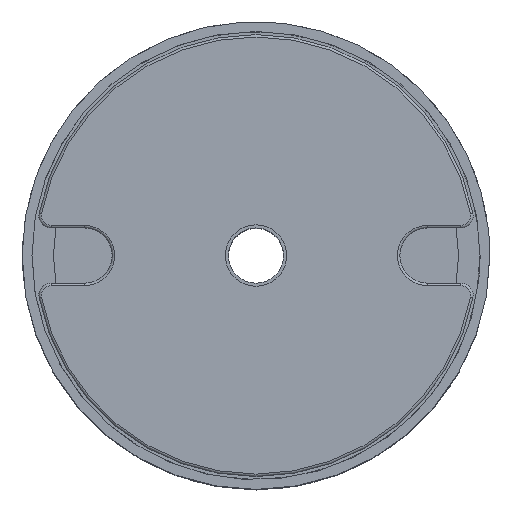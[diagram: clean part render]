
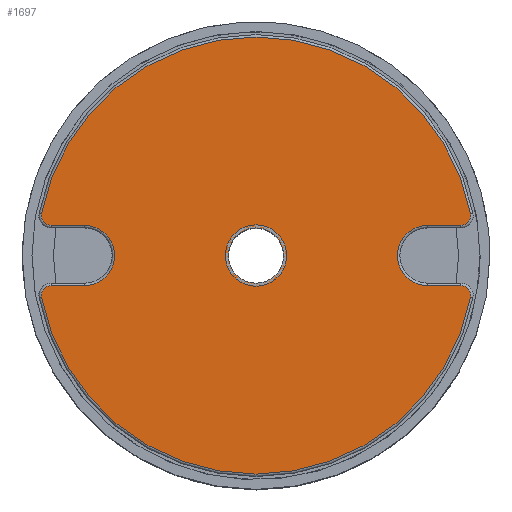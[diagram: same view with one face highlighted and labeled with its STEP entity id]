
A CAD part, top view. The second image highlights one B-rep face of the part: STEP entity #1697.
In plain terms, the highlighted planar face has unit normal (0, 0, 1).
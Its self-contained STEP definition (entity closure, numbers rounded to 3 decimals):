
#1078=CARTESIAN_POINT('',(2.25,0.0,26.162));
#1079=VERTEX_POINT('',#1078);
#1095=CARTESIAN_POINT('',(-2.25,0.,26.162));
#1096=VERTEX_POINT('',#1095);
#1103=CARTESIAN_POINT('',(0.0,0.0,26.162));
#1104=DIRECTION('',(0.0,0.0,-1.0));
#1105=DIRECTION('',(1.0,0.0,0.0));
#1106=AXIS2_PLACEMENT_3D('',#1103,#1104,#1105);
#1107=CIRCLE('',#1106,2.25);
#1108=EDGE_CURVE('',#1079,#1096,#1107,.T.);
#1120=CARTESIAN_POINT('',(17.472,3.403,26.162));
#1121=VERTEX_POINT('',#1120);
#1129=CARTESIAN_POINT('',(16.686,2.45,26.162));
#1130=VERTEX_POINT('',#1129);
#1131=CARTESIAN_POINT('',(16.686,3.25,26.162));
#1132=DIRECTION('',(0.0,0.0,-1.0));
#1133=DIRECTION('',(0.772,-0.636,0.0));
#1134=AXIS2_PLACEMENT_3D('',#1131,#1132,#1133);
#1135=CIRCLE('',#1134,0.8);
#1136=EDGE_CURVE('',#1121,#1130,#1135,.T.);
#1164=CARTESIAN_POINT('',(-17.472,3.403,26.162));
#1165=VERTEX_POINT('',#1164);
#1173=CARTESIAN_POINT('',(0.0,0.,26.162));
#1174=DIRECTION('',(0.0,0.0,-1.0));
#1175=DIRECTION('',(0.0,1.0,0.0));
#1176=AXIS2_PLACEMENT_3D('',#1173,#1174,#1175);
#1177=CIRCLE('',#1176,17.8);
#1178=EDGE_CURVE('',#1165,#1121,#1177,.T.);
#1196=CARTESIAN_POINT('',(13.97,2.45,26.162));
#1197=VERTEX_POINT('',#1196);
#1214=CARTESIAN_POINT('',(16.686,2.45,26.162));
#1215=DIRECTION('',(-1.0,0.0,0.0));
#1216=VECTOR('',#1215,2.716);
#1217=LINE('',#1214,#1216);
#1218=EDGE_CURVE('',#1130,#1197,#1217,.T.);
#1230=CARTESIAN_POINT('',(-16.686,2.45,26.162));
#1231=VERTEX_POINT('',#1230);
#1239=CARTESIAN_POINT('',(-16.686,3.25,26.162));
#1240=DIRECTION('',(0.0,0.0,-1.0));
#1241=DIRECTION('',(-0.772,-0.636,0.0));
#1242=AXIS2_PLACEMENT_3D('',#1239,#1240,#1241);
#1243=CIRCLE('',#1242,0.8);
#1244=EDGE_CURVE('',#1231,#1165,#1243,.T.);
#1262=CARTESIAN_POINT('',(13.97,-2.45,26.162));
#1263=VERTEX_POINT('',#1262);
#1281=CARTESIAN_POINT('',(13.97,0.0,26.162));
#1282=DIRECTION('',(0.0,0.0,1.0));
#1283=DIRECTION('',(-1.0,0.0,0.0));
#1284=AXIS2_PLACEMENT_3D('',#1281,#1282,#1283);
#1285=CIRCLE('',#1284,2.45);
#1286=EDGE_CURVE('',#1197,#1263,#1285,.T.);
#1298=CARTESIAN_POINT('',(-13.97,2.45,26.162));
#1299=VERTEX_POINT('',#1298);
#1307=CARTESIAN_POINT('',(-13.97,2.45,26.162));
#1308=DIRECTION('',(-1.0,0.0,0.0));
#1309=VECTOR('',#1308,2.716);
#1310=LINE('',#1307,#1309);
#1311=EDGE_CURVE('',#1299,#1231,#1310,.T.);
#1328=CARTESIAN_POINT('',(16.686,-2.45,26.162));
#1329=VERTEX_POINT('',#1328);
#1346=CARTESIAN_POINT('',(13.97,-2.45,26.162));
#1347=DIRECTION('',(1.0,0.0,0.0));
#1348=VECTOR('',#1347,2.716);
#1349=LINE('',#1346,#1348);
#1350=EDGE_CURVE('',#1263,#1329,#1349,.T.);
#1362=CARTESIAN_POINT('',(-13.97,-2.45,26.162));
#1363=VERTEX_POINT('',#1362);
#1371=CARTESIAN_POINT('',(-13.97,0.0,26.162));
#1372=DIRECTION('',(0.0,0.0,1.0));
#1373=DIRECTION('',(1.0,0.0,0.0));
#1374=AXIS2_PLACEMENT_3D('',#1371,#1372,#1373);
#1375=CIRCLE('',#1374,2.45);
#1376=EDGE_CURVE('',#1363,#1299,#1375,.T.);
#1394=CARTESIAN_POINT('',(17.472,-3.403,26.162));
#1395=VERTEX_POINT('',#1394);
#1413=CARTESIAN_POINT('',(16.686,-3.25,26.162));
#1414=DIRECTION('',(0.0,0.0,-1.0));
#1415=DIRECTION('',(0.772,0.636,0.0));
#1416=AXIS2_PLACEMENT_3D('',#1413,#1414,#1415);
#1417=CIRCLE('',#1416,0.8);
#1418=EDGE_CURVE('',#1329,#1395,#1417,.T.);
#1430=CARTESIAN_POINT('',(-16.686,-2.45,26.162));
#1431=VERTEX_POINT('',#1430);
#1439=CARTESIAN_POINT('',(-16.686,-2.45,26.162));
#1440=DIRECTION('',(1.0,0.0,0.0));
#1441=VECTOR('',#1440,2.716);
#1442=LINE('',#1439,#1441);
#1443=EDGE_CURVE('',#1431,#1363,#1442,.T.);
#1460=CARTESIAN_POINT('',(-17.472,-3.403,26.162));
#1461=VERTEX_POINT('',#1460);
#1479=CARTESIAN_POINT('',(0.0,0.,26.162));
#1480=DIRECTION('',(0.0,0.0,-1.0));
#1481=DIRECTION('',(0.0,-1.0,0.0));
#1482=AXIS2_PLACEMENT_3D('',#1479,#1480,#1481);
#1483=CIRCLE('',#1482,17.8);
#1484=EDGE_CURVE('',#1395,#1461,#1483,.T.);
#1503=CARTESIAN_POINT('',(-16.686,-3.25,26.162));
#1504=DIRECTION('',(0.0,0.0,-1.0));
#1505=DIRECTION('',(-0.772,0.636,0.0));
#1506=AXIS2_PLACEMENT_3D('',#1503,#1504,#1505);
#1507=CIRCLE('',#1506,0.8);
#1508=EDGE_CURVE('',#1461,#1431,#1507,.T.);
#1668=CARTESIAN_POINT('',(0.0,0.,26.162));
#1669=DIRECTION('',(0.0,0.0,1.0));
#1670=DIRECTION('',(1.0,0.0,0.0));
#1671=AXIS2_PLACEMENT_3D('',#1668,#1669,#1670);
#1672=PLANE('',#1671);
#1673=ORIENTED_EDGE('',*,*,#1136,.F.);
#1674=ORIENTED_EDGE('',*,*,#1178,.F.);
#1675=ORIENTED_EDGE('',*,*,#1244,.F.);
#1676=ORIENTED_EDGE('',*,*,#1311,.F.);
#1677=ORIENTED_EDGE('',*,*,#1376,.F.);
#1678=ORIENTED_EDGE('',*,*,#1443,.F.);
#1679=ORIENTED_EDGE('',*,*,#1508,.F.);
#1680=ORIENTED_EDGE('',*,*,#1484,.F.);
#1681=ORIENTED_EDGE('',*,*,#1418,.F.);
#1682=ORIENTED_EDGE('',*,*,#1350,.F.);
#1683=ORIENTED_EDGE('',*,*,#1286,.F.);
#1684=ORIENTED_EDGE('',*,*,#1218,.F.);
#1685=EDGE_LOOP('',(#1673,#1674,#1675,#1676,#1677,#1678,#1679,#1680,#1681,#1682,#1683,#1684));
#1686=FACE_OUTER_BOUND('',#1685,.T.);
#1687=CARTESIAN_POINT('',(0.0,0.0,26.162));
#1688=DIRECTION('',(0.0,0.0,-1.0));
#1689=DIRECTION('',(1.0,0.0,0.0));
#1690=AXIS2_PLACEMENT_3D('',#1687,#1688,#1689);
#1691=CIRCLE('',#1690,2.25);
#1692=EDGE_CURVE('',#1096,#1079,#1691,.T.);
#1693=ORIENTED_EDGE('',*,*,#1692,.T.);
#1694=ORIENTED_EDGE('',*,*,#1108,.T.);
#1695=EDGE_LOOP('',(#1693,#1694));
#1696=FACE_BOUND('',#1695,.T.);
#1697=ADVANCED_FACE('',(#1686,#1696),#1672,.T.);
